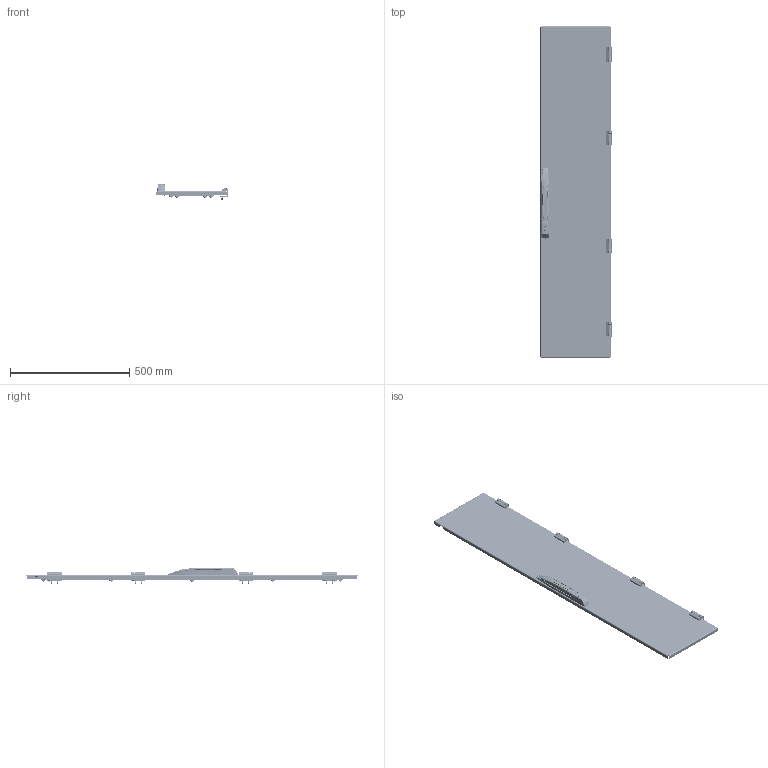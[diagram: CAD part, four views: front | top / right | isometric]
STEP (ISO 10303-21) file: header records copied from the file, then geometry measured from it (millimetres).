
FILE_DESCRIPTION (( 'STEP AP214' ), '1' );
FILE_NAME ('604.314.STEP', '2024-09-17T06:48:46', ( '' ), ( '' ), 'SwSTEP 2.0', 'SolidWorks 2021', '' );
FILE_SCHEMA (( 'AUTOMOTIVE_DESIGN' ));
Length unit declared in the file: millimetre
Products named in the file (37): MS867-003.step; 嵑謺麃 2; Óãîëîê äâåðíîé; Øïèëüêà ïðèâàðíàÿ Ì6õ16; 604.314; 867-6.step; 嵑謺麃 1; CL213-3; Øïèëüêà ïðèâàðíàÿ Ì6õ25; Äâåðíîé ïðîôèëü ÌÊ 20 Í1400; MS867_________ASM.step; 867-2.step; 鎗鵻罻; MS867-001.step; CT-M6X8.step; Ãàéêà Ì6 äëÿ øïèëüêè; PT-M5X10.step; 项蜞轫铋 忤眚 DIN 7991 󊬱6; Øïèëüêà ïðèâàðíàÿ Ì6õ10; Äâåðíîé ïðîôèëü ÌÊ 20 W300; 嵑謺麃 CL213-3; ﾒ聰 ﾌﾊ-20 H1400; 837-1_2.step; 867-7.step; 867-3.step; Ãàñêåòèíã äâåðè W300H1400; Çàãëóøêà òÿãè; 837-1_1.step; Äâåðíîå ïîëîòíî ÌÊ-20 W300H1400; Âèíò Ì5õ10 ìåáåëüíûé; 867-4.step; MS867-002.step; MS867-004.step; _______ASM.step; 867-1_3.step; 950.104 Ðó÷êà.step; 867-5.step
Assembly tree (80 placements, depth 5):
  604.314
    Äâåðíîå ïîëîòíî ÌÊ-20 W300H1400
    Ãàñêåòèíã äâåðè W300H1400
    Äâåðíîé ïðîôèëü ÌÊ 20 Í1400  x2
    Äâåðíîé ïðîôèëü ÌÊ 20 W300  x2
    ﾒ聰 ﾌﾊ-20 H1400
    Øïèëüêà ïðèâàðíàÿ Ì6õ16  x2
    Øïèëüêà ïðèâàðíàÿ Ì6õ25  x14
    Øïèëüêà ïðèâàðíàÿ Ì6õ10  x4
    Çàãëóøêà òÿãè  x4
    Óãîëîê äâåðíîé  x4
    Ãàéêà Ì6 äëÿ øïèëüêè  x14
    950.104 Ðó÷êà.step
      MS867_________ASM.step
        _______ASM.step
          MS867-002.step
          MS867-003.step
          867-7.step
          867-5.step
          867-6.step
        MS867-001.step
        MS867-004.step
      867-2.step
      867-3.step
      867-4.step
      PT-M5X10.step
      CT-M6X8.step
      837-1_1.step
      837-1_2.step
      867-1_3.step  x2
    CL213-3  x4
      嵑謺麃 CL213-3
        鎗鵻罻
        嵑謺麃 1
        嵑謺麃 2
      项蜞轫铋 忤眚 DIN 7991 󊬱6
      Âèíò Ì5õ10 ìåáåëüíûé
Bounding box: 297.9 x 1390 x 67.56 mm (x, y, z)
Volume: 1744976.3 mm3; surface area: 1671887.2 mm2
Topology: 93 solids, 93 shells, 4522 faces, 12023 edges, 7698 vertices
Faces by surface type: cylinder 1918, plane 1873, cone 362, bspline 285, torus 70, sphere 14
Entity records: 83863 total; most frequent: CARTESIAN_POINT 32835, ORIENTED_EDGE 10878, DIRECTION 9471, EDGE_CURVE 5439, VERTEX_POINT 3504, AXIS2_PLACEMENT_3D 3454, VECTOR 2563, LINE 2563
